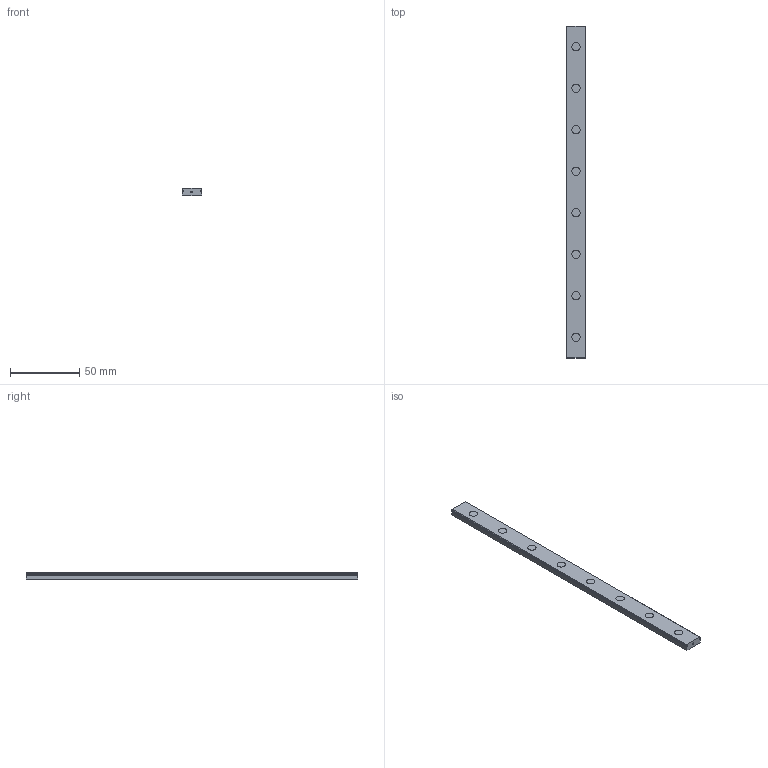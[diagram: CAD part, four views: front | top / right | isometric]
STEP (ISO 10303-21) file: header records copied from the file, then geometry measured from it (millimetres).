
FILE_DESCRIPTION(('STEP AP214'),'1');
FILE_NAME('cctmp_5F60C0AB-D625-4F9F-9A04-5BA06615E3DF_2021_02_19_14_26_32_0441..stp','2021-02-19T13:26:32',('HIWIN GmbH'),('CADClick - www.CADClick.com'),'Spatial InterOp 3D',' ','unknown authorization');
FILE_SCHEMA(('AUTOMOTIVE_DESIGN'));
Length unit declared in the file: millimetre
Products named in the file (1): MGWR07R240CM_FILE
Bounding box: 14 x 240 x 5.2 mm (x, y, z)
Volume: 16166.4 mm3; surface area: 10911.7 mm2
Topology: 1 solids, 1 shells, 167 faces, 411 edges, 274 vertices
Faces by surface type: plane 103, cylinder 64
Entity records: 6313 total; most frequent: DIRECTION 875, CARTESIAN_POINT 853, ORIENTED_EDGE 822, EDGE_CURVE 411, AXIS2_PLACEMENT_3D 296, LINE 283, VECTOR 283, VERTEX_POINT 274
